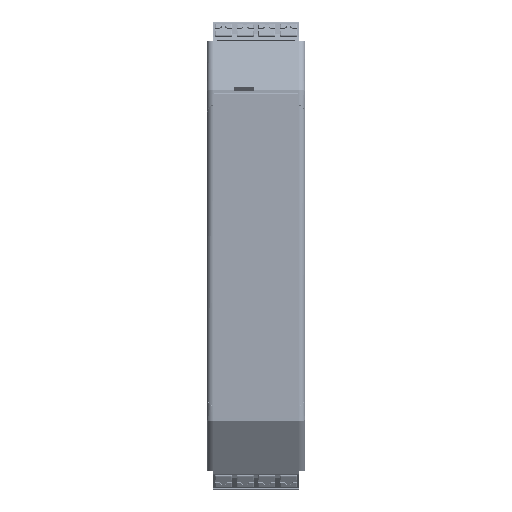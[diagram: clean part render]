
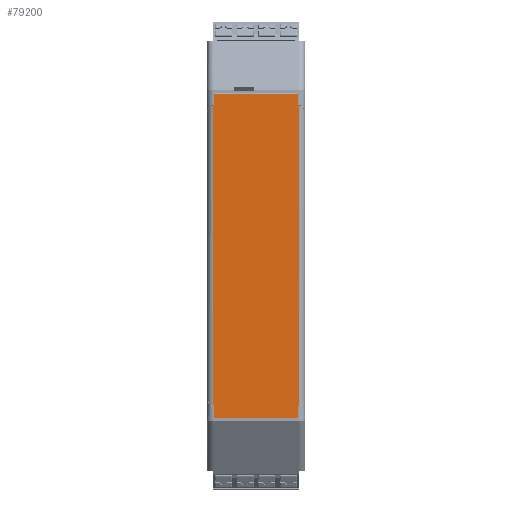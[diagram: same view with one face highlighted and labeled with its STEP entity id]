
A CAD part, top view. The second image highlights one B-rep face of the part: STEP entity #79200.
In plain terms, the highlighted face is planar.
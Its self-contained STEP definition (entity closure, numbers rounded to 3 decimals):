
#4978=VERTEX_POINT('',#111464);
#4979=VERTEX_POINT('',#111466);
#4997=VERTEX_POINT('',#111505);
#5003=VERTEX_POINT('',#111517);
#5010=VERTEX_POINT('',#111544);
#5012=VERTEX_POINT('',#111550);
#5018=VERTEX_POINT('',#111565);
#5019=VERTEX_POINT('',#111566);
#5020=VERTEX_POINT('',#111568);
#5021=VERTEX_POINT('',#111570);
#5022=VERTEX_POINT('',#111572);
#5023=VERTEX_POINT('',#111574);
#13434=VECTOR('',#91472,1.);
#13453=VECTOR('',#91504,1.);
#13464=VECTOR('',#91528,1.);
#13466=VECTOR('',#91534,1.);
#13471=VECTOR('',#91545,1.);
#13472=VECTOR('',#91546,1.);
#13473=VECTOR('',#91547,1.);
#13474=VECTOR('',#91548,1.);
#13475=VECTOR('',#91549,1.);
#13476=VECTOR('',#91550,1.);
#13477=VECTOR('',#91551,1.);
#13478=VECTOR('',#91552,1.);
#23737=LINE('',#111465,#13434);
#23756=LINE('',#111518,#13453);
#23767=LINE('',#111543,#13464);
#23769=LINE('',#111549,#13466);
#23774=LINE('',#111564,#13471);
#23775=LINE('',#111567,#13472);
#23776=LINE('',#111569,#13473);
#23777=LINE('',#111571,#13474);
#23778=LINE('',#111573,#13475);
#23779=LINE('',#111575,#13476);
#23780=LINE('',#111576,#13477);
#23781=LINE('',#111577,#13478);
#34292=EDGE_CURVE('',#4979,#4978,#23737,.T.);
#34317=EDGE_CURVE('',#5003,#4997,#23756,.T.);
#34331=EDGE_CURVE('',#5010,#4997,#23767,.T.);
#34334=EDGE_CURVE('',#5012,#4979,#23769,.T.);
#34341=EDGE_CURVE('',#5018,#5019,#23774,.T.);
#34342=EDGE_CURVE('',#5020,#5019,#23775,.T.);
#34343=EDGE_CURVE('',#5020,#5021,#23776,.T.);
#34344=EDGE_CURVE('',#5022,#5021,#23777,.T.);
#34345=EDGE_CURVE('',#5022,#5023,#23778,.T.);
#34346=EDGE_CURVE('',#5010,#5023,#23779,.T.);
#34347=EDGE_CURVE('',#5003,#5012,#23780,.T.);
#34348=EDGE_CURVE('',#4978,#5018,#23781,.T.);
#48641=ORIENTED_EDGE('',*,*,#34341,.T.);
#48642=ORIENTED_EDGE('',*,*,#34342,.F.);
#48643=ORIENTED_EDGE('',*,*,#34343,.T.);
#48644=ORIENTED_EDGE('',*,*,#34344,.F.);
#48645=ORIENTED_EDGE('',*,*,#34345,.T.);
#48646=ORIENTED_EDGE('',*,*,#34346,.F.);
#48647=ORIENTED_EDGE('',*,*,#34331,.T.);
#48648=ORIENTED_EDGE('',*,*,#34317,.F.);
#48649=ORIENTED_EDGE('',*,*,#34347,.T.);
#48650=ORIENTED_EDGE('',*,*,#34334,.T.);
#48651=ORIENTED_EDGE('',*,*,#34292,.T.);
#48652=ORIENTED_EDGE('',*,*,#34348,.T.);
#69658=EDGE_LOOP('',(#48641,#48642,#48643,#48644,#48645,#48646,#48647,#48648,
#48649,#48650,#48651,#48652));
#74440=FACE_BOUND('',#69658,.T.);
#79200=ADVANCED_FACE('',(#74440),#133213,.T.);
#83729=AXIS2_PLACEMENT_3D('',#111563,#91544,$);
#91472=DIRECTION('',(0.,0.,-1.));
#91504=DIRECTION('',(-1.,0.,0.));
#91528=DIRECTION('',(0.,0.,1.));
#91534=DIRECTION('',(1.,0.,0.));
#91544=DIRECTION('',(0.,1.,0.));
#91545=DIRECTION('',(0.,0.,-1.));
#91546=DIRECTION('',(1.,0.,0.));
#91547=DIRECTION('',(0.,0.,-1.));
#91548=DIRECTION('',(1.,0.,0.));
#91549=DIRECTION('',(0.,0.,1.));
#91550=DIRECTION('',(1.,0.,0.));
#91551=DIRECTION('',(0.,0.,1.));
#91552=DIRECTION('',(1.,0.,0.));
#111464=CARTESIAN_POINT('',(34.6,114.5,7.15));
#111465=CARTESIAN_POINT('',(34.6,114.5,8.8));
#111466=CARTESIAN_POINT('',(34.6,114.5,7.3));
#111505=CARTESIAN_POINT('',(-37.2,114.5,7.15));
#111517=CARTESIAN_POINT('',(-34.6,114.5,7.15));
#111518=CARTESIAN_POINT('',(-32.78,114.5,7.15));
#111543=CARTESIAN_POINT('',(-37.2,114.5,-7.25));
#111544=CARTESIAN_POINT('',(-37.2,114.5,-12.15));
#111549=CARTESIAN_POINT('',(-32.78,114.5,7.3));
#111550=CARTESIAN_POINT('',(-34.6,114.5,7.3));
#111563=CARTESIAN_POINT('',(-37.2,114.5,-10.772));
#111564=CARTESIAN_POINT('',(37.5,114.5,8.8));
#111565=CARTESIAN_POINT('',(37.5,114.5,7.15));
#111566=CARTESIAN_POINT('',(37.5,114.5,-12.15));
#111567=CARTESIAN_POINT('',(-32.78,114.5,-12.15));
#111568=CARTESIAN_POINT('',(34.6,114.5,-12.15));
#111569=CARTESIAN_POINT('',(34.6,114.5,8.8));
#111570=CARTESIAN_POINT('',(34.6,114.5,-12.3));
#111571=CARTESIAN_POINT('',(-32.78,114.5,-12.3));
#111572=CARTESIAN_POINT('',(-34.6,114.5,-12.3));
#111573=CARTESIAN_POINT('',(-34.6,114.5,8.8));
#111574=CARTESIAN_POINT('',(-34.6,114.5,-12.15));
#111575=CARTESIAN_POINT('',(-32.78,114.5,-12.15));
#111576=CARTESIAN_POINT('',(-34.6,114.5,8.8));
#111577=CARTESIAN_POINT('',(-32.78,114.5,7.15));
#133213=PLANE('',#83729);
